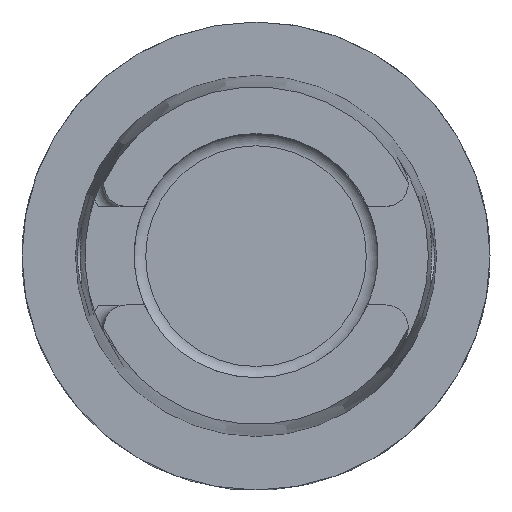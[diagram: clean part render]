
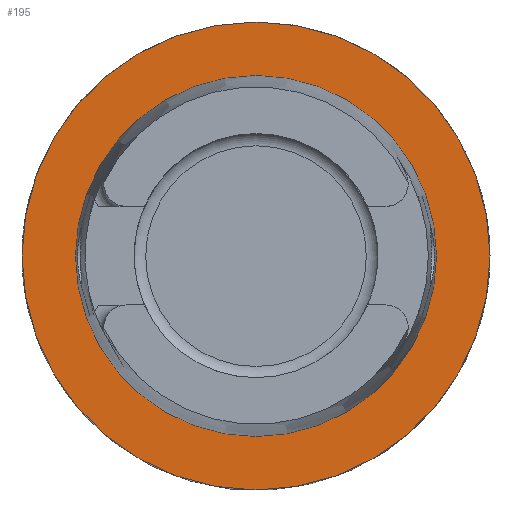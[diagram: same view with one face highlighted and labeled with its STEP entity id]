
A CAD part, top view. The second image highlights one B-rep face of the part: STEP entity #195.
In plain terms, the highlighted planar face has unit normal (0, 0, 1).
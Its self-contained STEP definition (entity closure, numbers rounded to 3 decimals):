
#68=PLANE('',#1518);
#195=ADVANCED_FACE('',(#258,#259),#68,.F.);
#258=FACE_BOUND('',#344,.T.);
#259=FACE_BOUND('',#345,.T.);
#344=EDGE_LOOP('',(#774));
#345=EDGE_LOOP('',(#775));
#456=CIRCLE('',#1444,24.97);
#485=CIRCLE('',#1517,19.255);
#774=ORIENTED_EDGE('',*,*,#1185,.F.);
#775=ORIENTED_EDGE('',*,*,#1073,.F.);
#934=VERTEX_POINT('',#2037);
#1004=VERTEX_POINT('',#2479);
#1073=EDGE_CURVE('',#934,#934,#456,.T.);
#1185=EDGE_CURVE('',#1004,#1004,#485,.T.);
#1444=AXIS2_PLACEMENT_3D('',#2036,#1612,#1613);
#1517=AXIS2_PLACEMENT_3D('',#2478,#1813,#1814);
#1518=AXIS2_PLACEMENT_3D('',#2480,#1815,#1816);
#1612=DIRECTION('',(0.,0.,-1.));
#1613=DIRECTION('',(-1.,0.,0.));
#1813=DIRECTION('',(0.,0.,1.));
#1814=DIRECTION('',(-1.,0.,0.));
#1815=DIRECTION('',(0.,0.,-1.));
#1816=DIRECTION('',(-1.,0.,0.));
#2036=CARTESIAN_POINT('',(0.,0.,0.));
#2037=CARTESIAN_POINT('',(-24.97,0.,0.));
#2478=CARTESIAN_POINT('',(0.,0.,0.));
#2479=CARTESIAN_POINT('',(-19.255,0.,0.));
#2480=CARTESIAN_POINT('',(0.,-20.365,0.));
